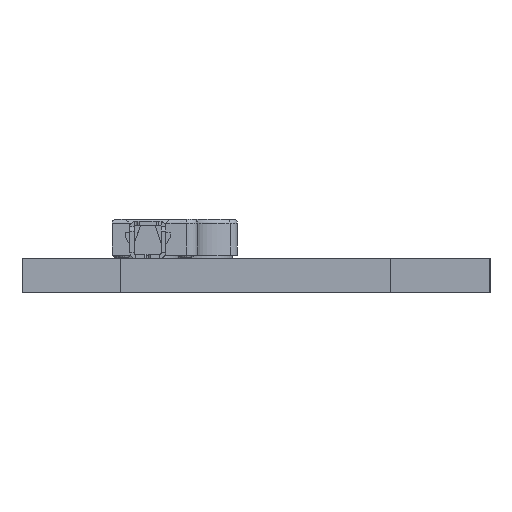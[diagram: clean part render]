
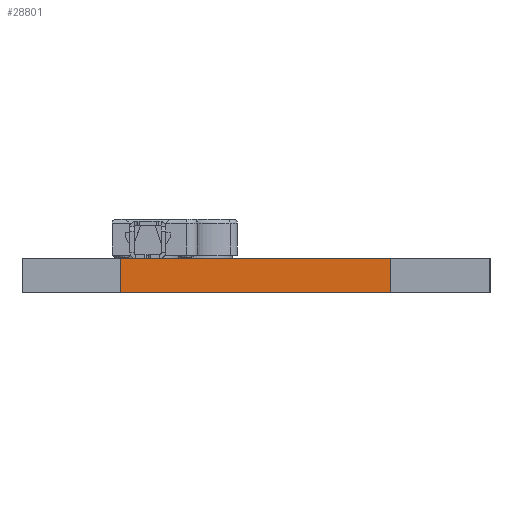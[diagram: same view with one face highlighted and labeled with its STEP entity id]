
A CAD part, left-side view. The second image highlights one B-rep face of the part: STEP entity #28801.
In plain terms, the highlighted planar face has unit normal (-1, 0, 0).
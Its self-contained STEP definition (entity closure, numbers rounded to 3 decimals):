
#28620 = PLANE('',#28621);
#28621 = AXIS2_PLACEMENT_3D('',#28622,#28623,#28624);
#28622 = CARTESIAN_POINT('',(67.31,-100.33,0.));
#28623 = DIRECTION('',(0.,1.,0.));
#28624 = DIRECTION('',(1.,0.,0.));
#28645 = VERTEX_POINT('',#28646);
#28646 = CARTESIAN_POINT('',(87.63,-100.33,1.6));
#28660 = PLANE('',#28661);
#28661 = AXIS2_PLACEMENT_3D('',#28662,#28663,#28664);
#28662 = CARTESIAN_POINT('',(131.496,-93.998,1.6));
#28663 = DIRECTION('',(-0.,-0.,-1.));
#28664 = DIRECTION('',(-1.,0.,0.));
#28672 = EDGE_CURVE('',#28673,#28645,#28675,.T.);
#28673 = VERTEX_POINT('',#28674);
#28674 = CARTESIAN_POINT('',(87.63,-100.33,0.));
#28675 = SURFACE_CURVE('',#28676,(#28680,#28687),.PCURVE_S1.);
#28676 = LINE('',#28677,#28678);
#28677 = CARTESIAN_POINT('',(87.63,-100.33,0.));
#28678 = VECTOR('',#28679,1.);
#28679 = DIRECTION('',(0.,0.,1.));
#28680 = PCURVE('',#28620,#28681);
#28681 = DEFINITIONAL_REPRESENTATION('',(#28682),#28686);
#28682 = LINE('',#28683,#28684);
#28683 = CARTESIAN_POINT('',(20.32,0.));
#28684 = VECTOR('',#28685,1.);
#28685 = DIRECTION('',(0.,-1.));
#28686 = ( GEOMETRIC_REPRESENTATION_CONTEXT(2) 
PARAMETRIC_REPRESENTATION_CONTEXT() REPRESENTATION_CONTEXT('2D SPACE',''
  ) );
#28687 = PCURVE('',#28688,#28693);
#28688 = PLANE('',#28689);
#28689 = AXIS2_PLACEMENT_3D('',#28690,#28691,#28692);
#28690 = CARTESIAN_POINT('',(87.63,-100.33,0.));
#28691 = DIRECTION('',(-1.,0.,0.));
#28692 = DIRECTION('',(0.,1.,0.));
#28693 = DEFINITIONAL_REPRESENTATION('',(#28694),#28698);
#28694 = LINE('',#28695,#28696);
#28695 = CARTESIAN_POINT('',(0.,0.));
#28696 = VECTOR('',#28697,1.);
#28697 = DIRECTION('',(0.,-1.));
#28698 = ( GEOMETRIC_REPRESENTATION_CONTEXT(2) 
PARAMETRIC_REPRESENTATION_CONTEXT() REPRESENTATION_CONTEXT('2D SPACE',''
  ) );
#28714 = PLANE('',#28715);
#28715 = AXIS2_PLACEMENT_3D('',#28716,#28717,#28718);
#28716 = CARTESIAN_POINT('',(131.496,-93.998,0.));
#28717 = DIRECTION('',(-0.,-0.,-1.));
#28718 = DIRECTION('',(-1.,0.,0.));
#28801 = ADVANCED_FACE('',(#28802),#28688,.T.);
#28802 = FACE_BOUND('',#28803,.T.);
#28803 = EDGE_LOOP('',(#28804,#28805,#28828,#28856));
#28804 = ORIENTED_EDGE('',*,*,#28672,.T.);
#28805 = ORIENTED_EDGE('',*,*,#28806,.T.);
#28806 = EDGE_CURVE('',#28645,#28807,#28809,.T.);
#28807 = VERTEX_POINT('',#28808);
#28808 = CARTESIAN_POINT('',(87.63,-87.63,1.6));
#28809 = SURFACE_CURVE('',#28810,(#28814,#28821),.PCURVE_S1.);
#28810 = LINE('',#28811,#28812);
#28811 = CARTESIAN_POINT('',(87.63,-100.33,1.6));
#28812 = VECTOR('',#28813,1.);
#28813 = DIRECTION('',(0.,1.,0.));
#28814 = PCURVE('',#28688,#28815);
#28815 = DEFINITIONAL_REPRESENTATION('',(#28816),#28820);
#28816 = LINE('',#28817,#28818);
#28817 = CARTESIAN_POINT('',(0.,-1.6));
#28818 = VECTOR('',#28819,1.);
#28819 = DIRECTION('',(1.,0.));
#28820 = ( GEOMETRIC_REPRESENTATION_CONTEXT(2) 
PARAMETRIC_REPRESENTATION_CONTEXT() REPRESENTATION_CONTEXT('2D SPACE',''
  ) );
#28821 = PCURVE('',#28660,#28822);
#28822 = DEFINITIONAL_REPRESENTATION('',(#28823),#28827);
#28823 = LINE('',#28824,#28825);
#28824 = CARTESIAN_POINT('',(43.866,-6.332));
#28825 = VECTOR('',#28826,1.);
#28826 = DIRECTION('',(0.,1.));
#28827 = ( GEOMETRIC_REPRESENTATION_CONTEXT(2) 
PARAMETRIC_REPRESENTATION_CONTEXT() REPRESENTATION_CONTEXT('2D SPACE',''
  ) );
#28828 = ORIENTED_EDGE('',*,*,#28829,.F.);
#28829 = EDGE_CURVE('',#28830,#28807,#28832,.T.);
#28830 = VERTEX_POINT('',#28831);
#28831 = CARTESIAN_POINT('',(87.63,-87.63,0.));
#28832 = SURFACE_CURVE('',#28833,(#28837,#28844),.PCURVE_S1.);
#28833 = LINE('',#28834,#28835);
#28834 = CARTESIAN_POINT('',(87.63,-87.63,0.));
#28835 = VECTOR('',#28836,1.);
#28836 = DIRECTION('',(0.,0.,1.));
#28837 = PCURVE('',#28688,#28838);
#28838 = DEFINITIONAL_REPRESENTATION('',(#28839),#28843);
#28839 = LINE('',#28840,#28841);
#28840 = CARTESIAN_POINT('',(12.7,0.));
#28841 = VECTOR('',#28842,1.);
#28842 = DIRECTION('',(0.,-1.));
#28843 = ( GEOMETRIC_REPRESENTATION_CONTEXT(2) 
PARAMETRIC_REPRESENTATION_CONTEXT() REPRESENTATION_CONTEXT('2D SPACE',''
  ) );
#28844 = PCURVE('',#28845,#28850);
#28845 = PLANE('',#28846);
#28846 = AXIS2_PLACEMENT_3D('',#28847,#28848,#28849);
#28847 = CARTESIAN_POINT('',(87.63,-87.63,0.));
#28848 = DIRECTION('',(0.,-1.,0.));
#28849 = DIRECTION('',(-1.,0.,0.));
#28850 = DEFINITIONAL_REPRESENTATION('',(#28851),#28855);
#28851 = LINE('',#28852,#28853);
#28852 = CARTESIAN_POINT('',(0.,-0.));
#28853 = VECTOR('',#28854,1.);
#28854 = DIRECTION('',(0.,-1.));
#28855 = ( GEOMETRIC_REPRESENTATION_CONTEXT(2) 
PARAMETRIC_REPRESENTATION_CONTEXT() REPRESENTATION_CONTEXT('2D SPACE',''
  ) );
#28856 = ORIENTED_EDGE('',*,*,#28857,.F.);
#28857 = EDGE_CURVE('',#28673,#28830,#28858,.T.);
#28858 = SURFACE_CURVE('',#28859,(#28863,#28870),.PCURVE_S1.);
#28859 = LINE('',#28860,#28861);
#28860 = CARTESIAN_POINT('',(87.63,-100.33,0.));
#28861 = VECTOR('',#28862,1.);
#28862 = DIRECTION('',(0.,1.,0.));
#28863 = PCURVE('',#28688,#28864);
#28864 = DEFINITIONAL_REPRESENTATION('',(#28865),#28869);
#28865 = LINE('',#28866,#28867);
#28866 = CARTESIAN_POINT('',(0.,0.));
#28867 = VECTOR('',#28868,1.);
#28868 = DIRECTION('',(1.,0.));
#28869 = ( GEOMETRIC_REPRESENTATION_CONTEXT(2) 
PARAMETRIC_REPRESENTATION_CONTEXT() REPRESENTATION_CONTEXT('2D SPACE',''
  ) );
#28870 = PCURVE('',#28714,#28871);
#28871 = DEFINITIONAL_REPRESENTATION('',(#28872),#28876);
#28872 = LINE('',#28873,#28874);
#28873 = CARTESIAN_POINT('',(43.866,-6.332));
#28874 = VECTOR('',#28875,1.);
#28875 = DIRECTION('',(0.,1.));
#28876 = ( GEOMETRIC_REPRESENTATION_CONTEXT(2) 
PARAMETRIC_REPRESENTATION_CONTEXT() REPRESENTATION_CONTEXT('2D SPACE',''
  ) );
